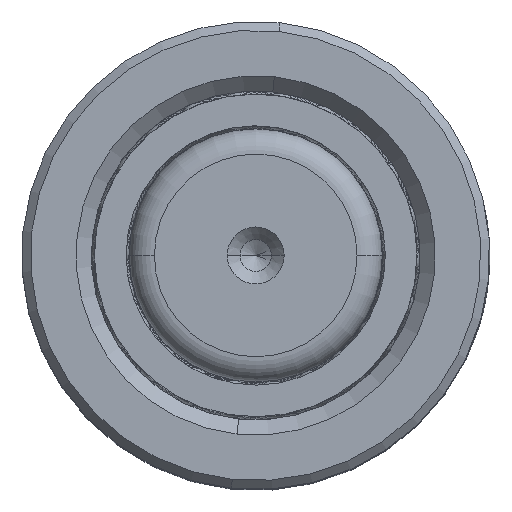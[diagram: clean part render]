
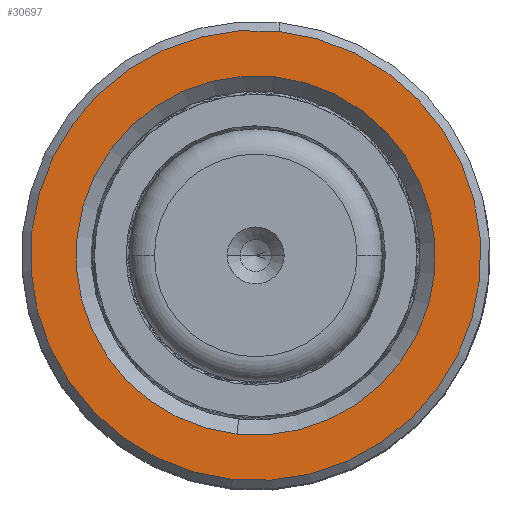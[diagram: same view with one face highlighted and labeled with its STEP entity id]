
A CAD part, top view. The second image highlights one B-rep face of the part: STEP entity #30697.
In plain terms, the highlighted planar face has unit normal (0, 0, 1).
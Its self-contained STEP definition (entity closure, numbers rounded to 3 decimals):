
#505 = DIRECTION ( 'NONE',  ( 1., 0., 0. ) ) ;
#1552 = ORIENTED_EDGE ( 'NONE', *, *, #29138, .T. ) ;
#2356 = DIRECTION ( 'NONE',  ( 0., 0., 1. ) ) ;
#2578 = FACE_BOUND ( 'NONE', #16463, .T. ) ;
#2694 = CARTESIAN_POINT ( 'NONE',  ( 14.2, 0., 50. ) ) ;
#3150 = AXIS2_PLACEMENT_3D ( 'NONE', #32432, #15178, #18515 ) ;
#4113 = EDGE_LOOP ( 'NONE', ( #31407, #1552 ) ) ;
#4396 = CARTESIAN_POINT ( 'NONE',  ( 17.8, 0., 50. ) ) ;
#5562 = VERTEX_POINT ( 'NONE', #4396 ) ;
#5711 = AXIS2_PLACEMENT_3D ( 'NONE', #34026, #17135, #505 ) ;
#5906 = ORIENTED_EDGE ( 'NONE', *, *, #6716, .T. ) ;
#6456 = AXIS2_PLACEMENT_3D ( 'NONE', #19919, #11286, #34101 ) ;
#6716 = EDGE_CURVE ( 'NONE', #17601, #29344, #28621, .T. ) ;
#10429 = VERTEX_POINT ( 'NONE', #20686 ) ;
#11286 = DIRECTION ( 'NONE',  ( 0., 0., 1. ) ) ;
#12348 = AXIS2_PLACEMENT_3D ( 'NONE', #13980, #24774, #19574 ) ;
#12744 = CIRCLE ( 'NONE', #3150, 14.2 ) ;
#13784 = DIRECTION ( 'NONE',  ( 1., 0., 0. ) ) ;
#13980 = CARTESIAN_POINT ( 'NONE',  ( 0., 0., 50. ) ) ;
#13984 = CIRCLE ( 'NONE', #12348, 17.8 ) ;
#15178 = DIRECTION ( 'NONE',  ( 0., 0., -1. ) ) ;
#16463 = EDGE_LOOP ( 'NONE', ( #5906, #35218 ) ) ;
#17135 = DIRECTION ( 'NONE',  ( 0., 0., -1. ) ) ;
#17601 = VERTEX_POINT ( 'NONE', #2694 ) ;
#18515 = DIRECTION ( 'NONE',  ( 1., 0., 0. ) ) ;
#19246 = CARTESIAN_POINT ( 'NONE',  ( 0., 0., 50. ) ) ;
#19574 = DIRECTION ( 'NONE',  ( 1., 0., 0. ) ) ;
#19919 = CARTESIAN_POINT ( 'NONE',  ( 0., 0., 50. ) ) ;
#20686 = CARTESIAN_POINT ( 'NONE',  ( -17.8, 0., 50. ) ) ;
#22474 = CIRCLE ( 'NONE', #33381, 17.8 ) ;
#24774 = DIRECTION ( 'NONE',  ( 0., 0., 1. ) ) ;
#26425 = FACE_OUTER_BOUND ( 'NONE', #4113, .T. ) ;
#26754 = CARTESIAN_POINT ( 'NONE',  ( -14.2, 0., 50. ) ) ;
#28621 = CIRCLE ( 'NONE', #5711, 14.2 ) ;
#28870 = EDGE_CURVE ( 'NONE', #29344, #17601, #12744, .T. ) ;
#29138 = EDGE_CURVE ( 'NONE', #5562, #10429, #22474, .T. ) ;
#29344 = VERTEX_POINT ( 'NONE', #26754 ) ;
#30697 = ADVANCED_FACE ( 'NONE', ( #26425, #2578 ), #33612, .T. ) ;
#31407 = ORIENTED_EDGE ( 'NONE', *, *, #32429, .T. ) ;
#32429 = EDGE_CURVE ( 'NONE', #10429, #5562, #13984, .T. ) ;
#32432 = CARTESIAN_POINT ( 'NONE',  ( 0., 0., 50. ) ) ;
#33381 = AXIS2_PLACEMENT_3D ( 'NONE', #19246, #2356, #13784 ) ;
#33612 = PLANE ( 'NONE',  #6456 ) ;
#34026 = CARTESIAN_POINT ( 'NONE',  ( 0., 0., 50. ) ) ;
#34101 = DIRECTION ( 'NONE',  ( 1., 0., 0. ) ) ;
#35218 = ORIENTED_EDGE ( 'NONE', *, *, #28870, .T. ) ;
